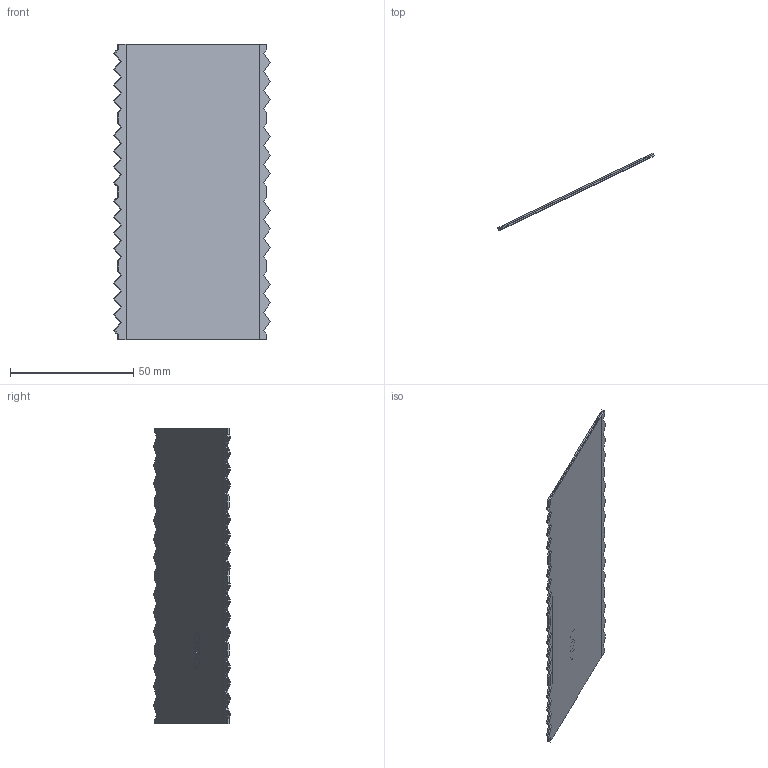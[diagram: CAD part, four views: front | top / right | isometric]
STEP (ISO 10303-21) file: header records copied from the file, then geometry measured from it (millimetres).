
FILE_DESCRIPTION (( 'STEP AP214' ), '1' );
FILE_NAME ('6279701.stp', '2016-06-20T07:23:32', ( '' ), ( '' ), 'SwSTEP 2.0', 'SolidWorks 2014', '' );
FILE_SCHEMA (( 'AUTOMOTIVE_DESIGN' ));
Length unit declared in the file: millimetre
Products named in the file (2): 010439T1_StandardSM-FLAT-PATTERN; 6279701
Assembly tree (2 placements, depth 2):
  6279701
    010439T1_StandardSM-FLAT-PATTERN  x2
Bounding box: 63.51 x 31.38 x 120 mm (x, y, z)
Volume: 8014.6 mm3; surface area: 32578.2 mm2
Topology: 2 solids, 2 shells, 264 faces, 722 edges, 476 vertices
Faces by surface type: plane 212, bspline 52
Entity records: 5951 total; most frequent: CARTESIAN_POINT 2714, ORIENTED_EDGE 722, DIRECTION 531, EDGE_CURVE 361, LINE 309, VECTOR 309, VERTEX_POINT 238, EDGE_LOOP 139
